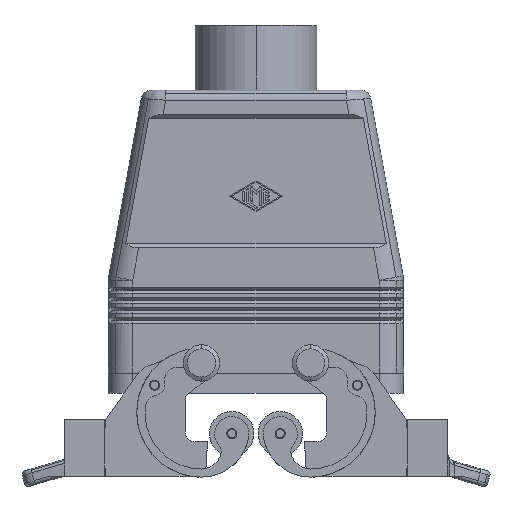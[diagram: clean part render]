
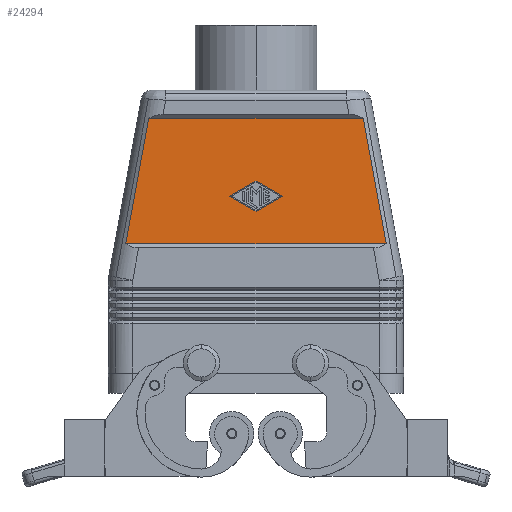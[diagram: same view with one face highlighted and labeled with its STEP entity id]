
A CAD part, front view. The second image highlights one B-rep face of the part: STEP entity #24294.
In plain terms, the highlighted planar face has unit normal (0, -1, 0).
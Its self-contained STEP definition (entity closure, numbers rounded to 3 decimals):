
#1789=CARTESIAN_POINT('',(26.552,-20.5,68.0));
#1790=VERTEX_POINT('',#1789);
#1798=CARTESIAN_POINT('',(32.218,-20.5,37.0));
#1799=VERTEX_POINT('',#1798);
#1800=CARTESIAN_POINT('',(26.552,-20.5,68.0));
#1801=DIRECTION('',(0.18,0.0,-0.984));
#1802=VECTOR('',#1801,31.514);
#1803=LINE('',#1800,#1802);
#1804=EDGE_CURVE('',#1790,#1799,#1803,.T.);
#2023=CARTESIAN_POINT('',(-32.218,-20.5,37.0));
#2024=VERTEX_POINT('',#2023);
#2032=CARTESIAN_POINT('',(-26.552,-20.5,68.0));
#2033=VERTEX_POINT('',#2032);
#2034=CARTESIAN_POINT('',(-32.218,-20.5,37.0));
#2035=DIRECTION('',(0.18,0.0,0.984));
#2036=VECTOR('',#2035,31.514);
#2037=LINE('',#2034,#2036);
#2038=EDGE_CURVE('',#2024,#2033,#2037,.T.);
#23439=CARTESIAN_POINT('',(0.,-20.5,52.499));
#23440=VERTEX_POINT('',#23439);
#23441=CARTESIAN_POINT('',(6.5,-20.5,48.75));
#23442=VERTEX_POINT('',#23441);
#23443=CARTESIAN_POINT('',(0.,-20.5,52.499));
#23444=DIRECTION('',(0.866,0.0,-0.5));
#23445=VECTOR('',#23444,7.504);
#23446=LINE('',#23443,#23445);
#23447=EDGE_CURVE('',#23440,#23442,#23446,.T.);
#23479=CARTESIAN_POINT('',(0.,-20.5,45.001));
#23480=VERTEX_POINT('',#23479);
#23481=CARTESIAN_POINT('',(6.5,-20.5,48.75));
#23482=DIRECTION('',(-0.866,0.0,-0.5));
#23483=VECTOR('',#23482,7.504);
#23484=LINE('',#23481,#23483);
#23485=EDGE_CURVE('',#23442,#23480,#23484,.T.);
#23563=CARTESIAN_POINT('',(-6.5,-20.5,48.75));
#23564=VERTEX_POINT('',#23563);
#23565=CARTESIAN_POINT('',(0.,-20.5,45.001));
#23566=DIRECTION('',(-0.866,0.0,0.5));
#23567=VECTOR('',#23566,7.504);
#23568=LINE('',#23565,#23567);
#23569=EDGE_CURVE('',#23480,#23564,#23568,.T.);
#23594=CARTESIAN_POINT('',(-6.5,-20.5,48.75));
#23595=DIRECTION('',(0.866,0.0,0.5));
#23596=VECTOR('',#23595,7.504);
#23597=LINE('',#23594,#23596);
#23598=EDGE_CURVE('',#23564,#23440,#23597,.T.);
#24267=CARTESIAN_POINT('',(0.0,-20.5,68.0));
#24268=DIRECTION('',(0.0,1.0,0.0));
#24269=DIRECTION('',(0.0,0.0,1.0));
#24270=AXIS2_PLACEMENT_3D('',#24267,#24268,#24269);
#24271=PLANE('',#24270);
#24272=ORIENTED_EDGE('',*,*,#1804,.F.);
#24273=CARTESIAN_POINT('',(-26.552,-20.5,68.0));
#24274=DIRECTION('',(1.0,0.0,0.0));
#24275=VECTOR('',#24274,53.103);
#24276=LINE('',#24273,#24275);
#24277=EDGE_CURVE('',#2033,#1790,#24276,.T.);
#24278=ORIENTED_EDGE('',*,*,#24277,.F.);
#24279=ORIENTED_EDGE('',*,*,#2038,.F.);
#24280=CARTESIAN_POINT('',(-32.218,-20.5,37.0));
#24281=DIRECTION('',(1.0,0.0,0.0));
#24282=VECTOR('',#24281,64.437);
#24283=LINE('',#24280,#24282);
#24284=EDGE_CURVE('',#2024,#1799,#24283,.T.);
#24285=ORIENTED_EDGE('',*,*,#24284,.T.);
#24286=EDGE_LOOP('',(#24272,#24278,#24279,#24285));
#24287=FACE_OUTER_BOUND('',#24286,.T.);
#24288=ORIENTED_EDGE('',*,*,#23569,.T.);
#24289=ORIENTED_EDGE('',*,*,#23598,.T.);
#24290=ORIENTED_EDGE('',*,*,#23447,.T.);
#24291=ORIENTED_EDGE('',*,*,#23485,.T.);
#24292=EDGE_LOOP('',(#24288,#24289,#24290,#24291));
#24293=FACE_BOUND('',#24292,.T.);
#24294=ADVANCED_FACE('',(#24287,#24293),#24271,.F.);
